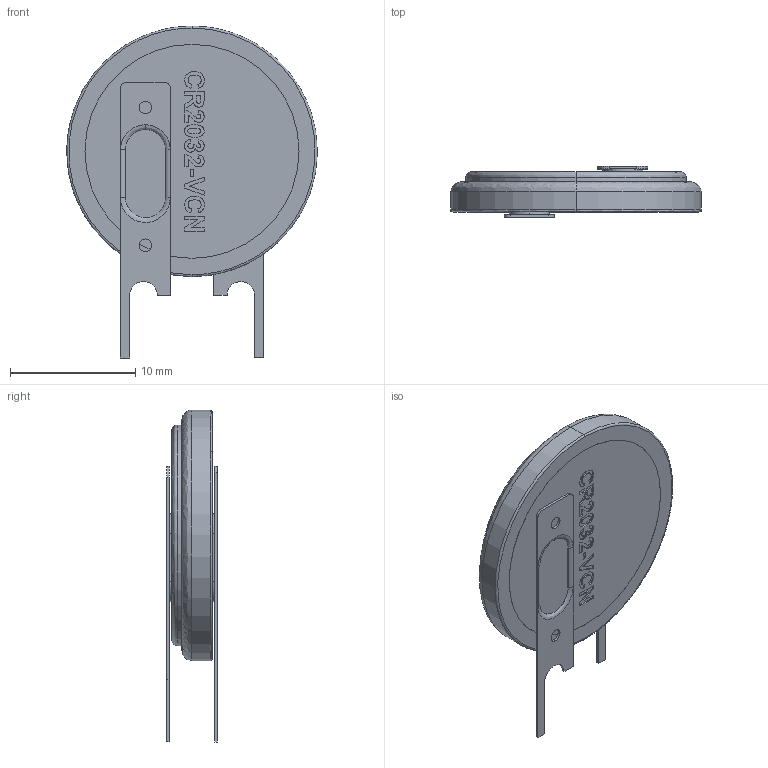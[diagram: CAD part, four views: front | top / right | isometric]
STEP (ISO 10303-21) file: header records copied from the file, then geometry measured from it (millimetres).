
FILE_DESCRIPTION (( 'STEP AP214' ), '1' );
FILE_NAME ('User Library-CR2032-VCN.STEP', '2018-11-20T13:46:53', ( '' ), ( '' ), 'SwSTEP 2.0', 'SolidWorks 2018', '' );
FILE_SCHEMA (( 'AUTOMOTIVE_DESIGN' ));
Length unit declared in the file: millimetre
Products named in the file (1): User Library-CR2032-VCN
Bounding box: 20.02 x 4.05 x 26.52 mm (x, y, z)
Volume: 965.1 mm3; surface area: 1082.7 mm2
Topology: 1 solids, 2 shells, 207 faces, 540 edges, 358 vertices
Faces by surface type: plane 88, bspline 82, cylinder 33, cone 4
Entity records: 10387 total; most frequent: CARTESIAN_POINT 5424, ORIENTED_EDGE 1080, DIRECTION 728, EDGE_CURVE 540, VERTEX_POINT 358, LINE 300, VECTOR 300, EDGE_LOOP 238
